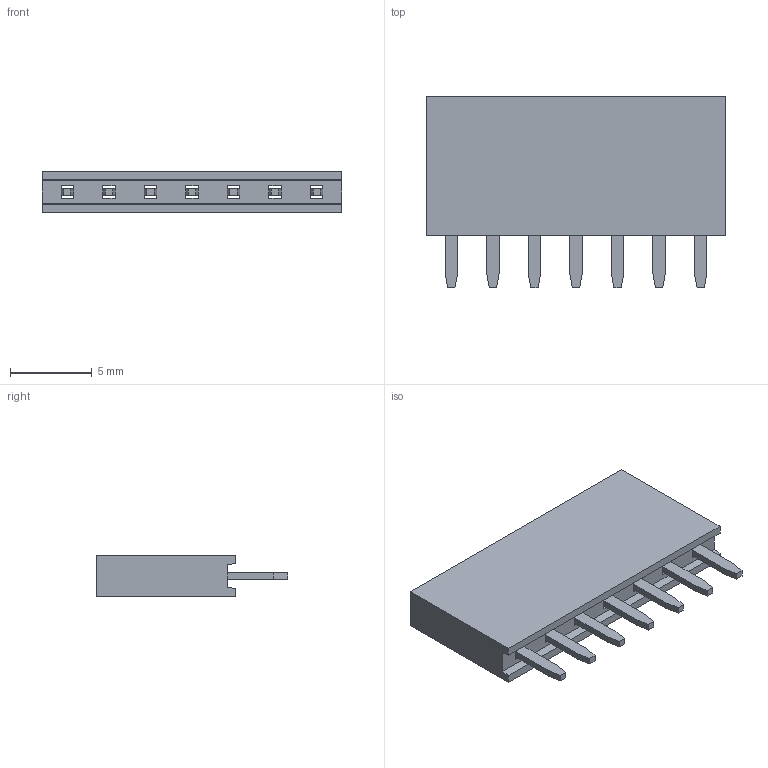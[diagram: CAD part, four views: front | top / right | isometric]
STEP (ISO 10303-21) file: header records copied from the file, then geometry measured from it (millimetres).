
FILE_DESCRIPTION (( 'STEP AP214' ), '1' );
FILE_NAME ('PPTC071LFBN-RC.STEP', '2022-03-14T22:02:41', ( '' ), ( '' ), 'SwSTEP 2.0', 'SolidWorks 2017', '' );
FILE_SCHEMA (( 'AUTOMOTIVE_DESIGN' ));
Length unit declared in the file: inch
Products named in the file (1): PPTC071LFBN-RC
Bounding box: 18.29 x 11.71 x 2.54 mm (x, y, z)
Volume: 362.9 mm3; surface area: 792.9 mm2
Topology: 8 solids, 8 shells, 171 faces, 437 edges, 282 vertices
Faces by surface type: plane 129, cylinder 42
Entity records: 6114 total; most frequent: CARTESIAN_POINT 891, ORIENTED_EDGE 874, DIRECTION 865, EDGE_CURVE 437, VECTOR 353, LINE 353, VERTEX_POINT 282, AXIS2_PLACEMENT_3D 256
